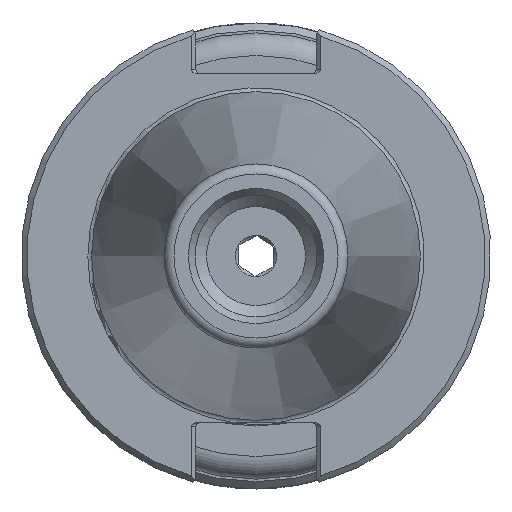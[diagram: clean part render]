
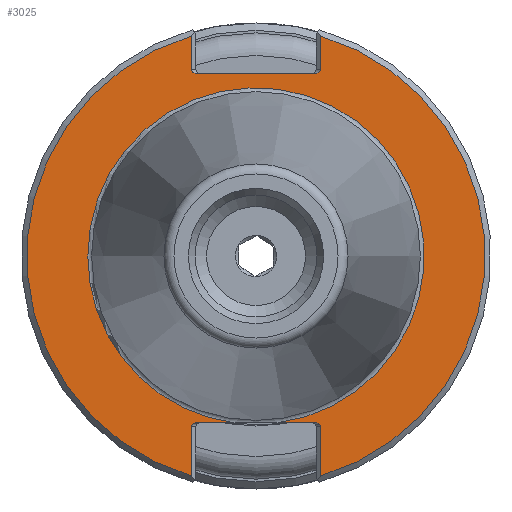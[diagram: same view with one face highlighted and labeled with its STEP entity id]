
A CAD part, left-side view. The second image highlights one B-rep face of the part: STEP entity #3025.
In plain terms, the highlighted planar face has unit normal (-1, 0, 0).
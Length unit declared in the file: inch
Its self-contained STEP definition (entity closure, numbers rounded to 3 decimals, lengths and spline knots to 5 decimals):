
#32=ELLIPSE('',#3213,0.02828,0.02);
#39=ELLIPSE('',#3227,0.02828,0.02);
#40=ELLIPSE('',#3231,0.02828,0.02);
#47=ELLIPSE('',#3245,0.02828,0.02);
#161=LINE('',#5638,#313);
#170=LINE('',#5673,#322);
#177=LINE('',#5702,#329);
#186=LINE('',#5737,#338);
#187=LINE('',#5750,#339);
#192=LINE('',#5798,#344);
#193=LINE('',#5801,#345);
#313=VECTOR('',#3655,0.1782);
#322=VECTOR('',#3684,0.1782);
#329=VECTOR('',#3707,0.2622);
#338=VECTOR('',#3736,0.2622);
#339=VECTOR('',#3749,0.63343);
#344=VECTOR('',#3784,0.205);
#345=VECTOR('',#3789,0.205);
#630=PLANE('',#3268);
#804=FACE_OUTER_BOUND('',#1022,.T.);
#1022=EDGE_LOOP('',(#2335,#2336,#2337,#2338,#2339,#2340,#2341,#2342,#2343,
#2344,#2345,#2346,#2347,#2348));
#1220=CIRCLE('',#3266,0.895);
#1222=CIRCLE('',#3269,1.22);
#1223=CIRCLE('',#3270,1.22);
#1396=VERTEX_POINT('',#5616);
#1397=VERTEX_POINT('',#5618);
#1402=VERTEX_POINT('',#5634);
#1408=VERTEX_POINT('',#5658);
#1409=VERTEX_POINT('',#5660);
#1412=VERTEX_POINT('',#5672);
#1413=VERTEX_POINT('',#5678);
#1414=VERTEX_POINT('',#5679);
#1420=VERTEX_POINT('',#5698);
#1426=VERTEX_POINT('',#5722);
#1427=VERTEX_POINT('',#5724);
#1430=VERTEX_POINT('',#5736);
#1439=VERTEX_POINT('',#5781);
#1440=VERTEX_POINT('',#5782);
#1716=EDGE_CURVE('',#1396,#1397,#32,.T.);
#1725=EDGE_CURVE('',#1402,#1396,#161,.T.);
#1735=EDGE_CURVE('',#1408,#1409,#39,.T.);
#1740=EDGE_CURVE('',#1409,#1412,#170,.T.);
#1742=EDGE_CURVE('',#1413,#1414,#40,.T.);
#1753=EDGE_CURVE('',#1420,#1413,#177,.T.);
#1763=EDGE_CURVE('',#1426,#1427,#47,.T.);
#1768=EDGE_CURVE('',#1427,#1430,#186,.T.);
#1773=EDGE_CURVE('',#1397,#1408,#187,.T.);
#1787=EDGE_CURVE('',#1439,#1440,#1220,.T.);
#1789=EDGE_CURVE('',#1414,#1439,#192,.T.);
#1790=EDGE_CURVE('',#1412,#1420,#1222,.T.);
#1791=EDGE_CURVE('',#1430,#1402,#1223,.T.);
#1792=EDGE_CURVE('',#1440,#1426,#193,.T.);
#2335=ORIENTED_EDGE('',*,*,#1787,.F.);
#2336=ORIENTED_EDGE('',*,*,#1789,.F.);
#2337=ORIENTED_EDGE('',*,*,#1742,.F.);
#2338=ORIENTED_EDGE('',*,*,#1753,.F.);
#2339=ORIENTED_EDGE('',*,*,#1790,.F.);
#2340=ORIENTED_EDGE('',*,*,#1740,.F.);
#2341=ORIENTED_EDGE('',*,*,#1735,.F.);
#2342=ORIENTED_EDGE('',*,*,#1773,.F.);
#2343=ORIENTED_EDGE('',*,*,#1716,.F.);
#2344=ORIENTED_EDGE('',*,*,#1725,.F.);
#2345=ORIENTED_EDGE('',*,*,#1791,.F.);
#2346=ORIENTED_EDGE('',*,*,#1768,.F.);
#2347=ORIENTED_EDGE('',*,*,#1763,.F.);
#2348=ORIENTED_EDGE('',*,*,#1792,.F.);
#3025=ADVANCED_FACE('',(#804),#630,.T.);
#3213=AXIS2_PLACEMENT_3D('',#5619,#3637,#3638);
#3227=AXIS2_PLACEMENT_3D('',#5661,#3675,#3676);
#3231=AXIS2_PLACEMENT_3D('',#5680,#3687,#3688);
#3245=AXIS2_PLACEMENT_3D('',#5725,#3727,#3728);
#3266=AXIS2_PLACEMENT_3D('',#5794,#3778,#3779);
#3268=AXIS2_PLACEMENT_3D('',#5797,#3782,#3783);
#3269=AXIS2_PLACEMENT_3D('',#5799,#3785,#3786);
#3270=AXIS2_PLACEMENT_3D('',#5800,#3787,#3788);
#3637=DIRECTION('center_axis',(-1.,0.,0.));
#3638=DIRECTION('ref_axis',(0.,1.,0.));
#3655=DIRECTION('',(0.,0.,-1.));
#3675=DIRECTION('center_axis',(-1.,0.,0.));
#3676=DIRECTION('ref_axis',(0.,-1.,0.));
#3684=DIRECTION('',(0.,0.,1.));
#3687=DIRECTION('center_axis',(-1.,0.,0.));
#3688=DIRECTION('ref_axis',(0.,-1.,0.));
#3707=DIRECTION('',(0.,0.,1.));
#3727=DIRECTION('center_axis',(-1.,0.,0.));
#3728=DIRECTION('ref_axis',(0.,1.,0.));
#3736=DIRECTION('',(0.,0.,-1.));
#3749=DIRECTION('',(0.,-1.,0.));
#3778=DIRECTION('center_axis',(-1.,0.,0.));
#3779=DIRECTION('ref_axis',(0.,-1.,0.));
#3782=DIRECTION('center_axis',(-1.,0.,0.));
#3783=DIRECTION('ref_axis',(0.,0.,1.));
#3784=DIRECTION('',(0.,1.,0.));
#3785=DIRECTION('center_axis',(1.,0.,0.));
#3786=DIRECTION('ref_axis',(0.,-1.,0.));
#3787=DIRECTION('center_axis',(1.,0.,0.));
#3788=DIRECTION('ref_axis',(0.,1.,0.));
#3789=DIRECTION('',(0.,1.,0.));
#5616=CARTESIAN_POINT('',(0.125,0.345,0.992));
#5618=CARTESIAN_POINT('',(0.125,0.31672,0.972));
#5619=CARTESIAN_POINT('Origin',(0.125,0.31672,0.992));
#5634=CARTESIAN_POINT('',(0.125,0.345,1.1702));
#5638=CARTESIAN_POINT('',(0.125,0.345,0.486));
#5658=CARTESIAN_POINT('',(0.125,-0.31672,0.972));
#5660=CARTESIAN_POINT('',(0.125,-0.345,0.992));
#5661=CARTESIAN_POINT('Origin',(0.125,-0.31672,0.992));
#5672=CARTESIAN_POINT('',(0.125,-0.345,1.1702));
#5673=CARTESIAN_POINT('',(0.125,-0.345,0.486));
#5678=CARTESIAN_POINT('',(0.125,-0.345,-0.908));
#5679=CARTESIAN_POINT('',(0.125,-0.31672,-0.888));
#5680=CARTESIAN_POINT('Origin',(0.125,-0.31672,-0.908));
#5698=CARTESIAN_POINT('',(0.125,-0.345,-1.1702));
#5702=CARTESIAN_POINT('',(0.125,-0.345,-0.444));
#5722=CARTESIAN_POINT('',(0.125,0.31672,-0.888));
#5724=CARTESIAN_POINT('',(0.125,0.345,-0.908));
#5725=CARTESIAN_POINT('Origin',(0.125,0.31672,-0.908));
#5736=CARTESIAN_POINT('',(0.125,0.345,-1.1702));
#5737=CARTESIAN_POINT('',(0.125,0.345,-0.444));
#5750=CARTESIAN_POINT('',(0.125,0.53125,0.972));
#5781=CARTESIAN_POINT('',(0.125,-0.11172,-0.888));
#5782=CARTESIAN_POINT('',(0.125,0.11172,-0.888));
#5794=CARTESIAN_POINT('Origin',(0.125,0.,0.));
#5797=CARTESIAN_POINT('Origin',(0.125,1.0625,0.));
#5798=CARTESIAN_POINT('',(0.125,0.53125,-0.888));
#5799=CARTESIAN_POINT('Origin',(0.125,0.,0.));
#5800=CARTESIAN_POINT('Origin',(0.125,0.,0.));
#5801=CARTESIAN_POINT('',(0.125,0.53125,-0.888));
